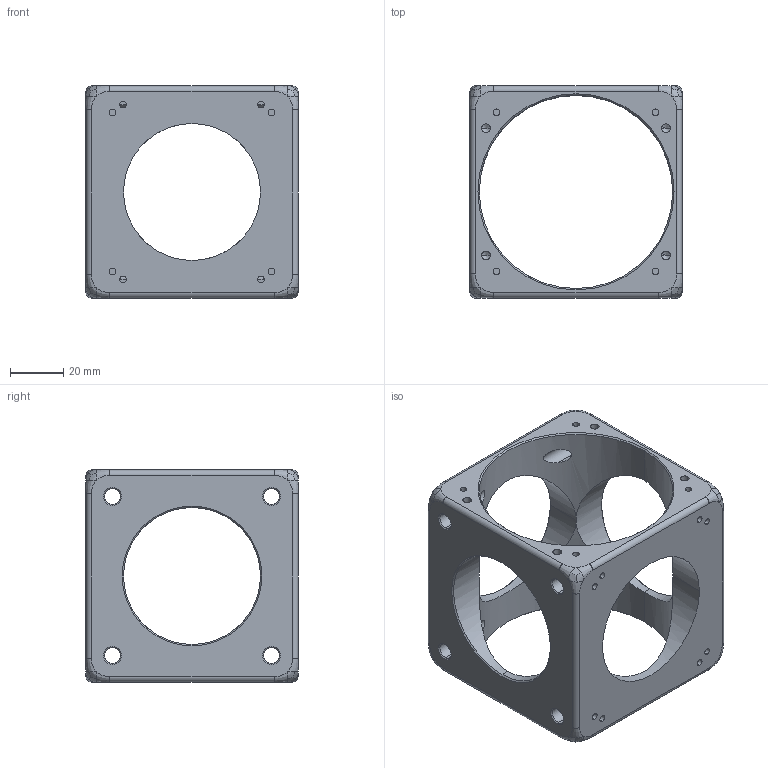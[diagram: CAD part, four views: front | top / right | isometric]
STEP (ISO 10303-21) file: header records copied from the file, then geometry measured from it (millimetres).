
FILE_DESCRIPTION (( 'STEP AP203' ), '1' );
FILE_NAME ('CSC2-T6.STEP', '2025-11-03T05:57:24', ( '' ), ( '' ), 'SwSTEP 2.0', 'SolidWorks 2020', '' );
FILE_SCHEMA (( 'CONFIG_CONTROL_DESIGN' ));
Length unit declared in the file: millimetre
Products named in the file (1): CSC2-T6
Bounding box: 80 x 80 x 80 mm (x, y, z)
Volume: 119841.7 mm3; surface area: 39709 mm2
Topology: 1 solids, 1 shells, 482 faces, 1294 edges, 828 vertices
Faces by surface type: plane 222, bspline 114, cylinder 104, cone 42
Entity records: 24871 total; most frequent: CARTESIAN_POINT 13583, ORIENTED_EDGE 2556, DIRECTION 1876, EDGE_CURVE 1278, VERTEX_POINT 828, LINE 762, VECTOR 762, AXIS2_PLACEMENT_3D 557
